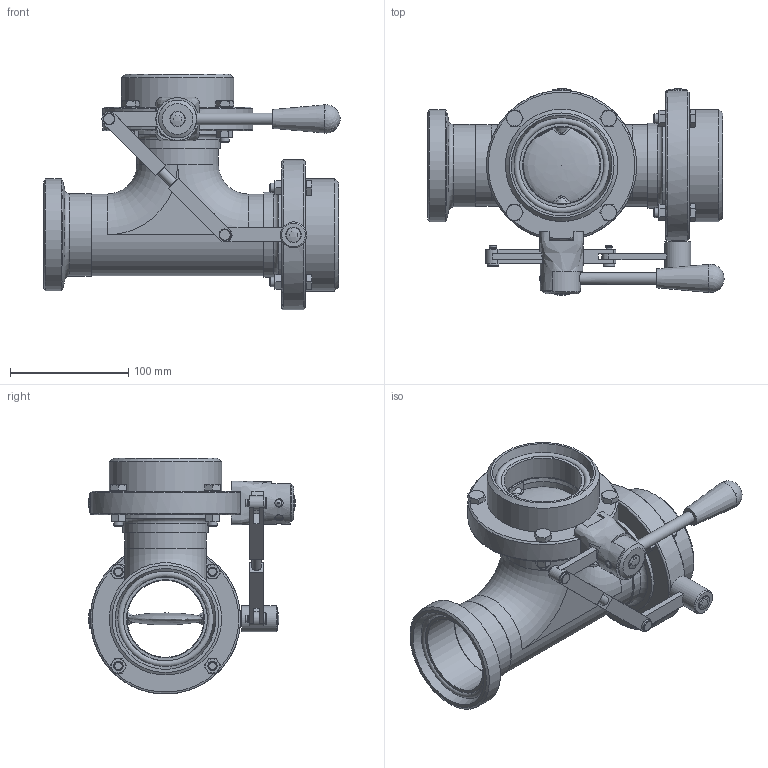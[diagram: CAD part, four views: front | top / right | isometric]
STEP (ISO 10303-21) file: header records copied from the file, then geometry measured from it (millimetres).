
FILE_DESCRIPTION(/* description */ (''),/* implementation_level */ '2;1');
FILE_NAME(/* name */ 'Klapka spřažená typ P DN065.stp',/* time_stamp */ '2016-06-22T10:45:02+02:00',/* author */ ('Struska'),/* organization */ ('BUPOSPOL'),/* preprocessor_version */ 'ST-DEVELOPER v15.6',/* originating_system */ 'Autodesk Inventor 2015',/* authorisation */ '');
FILE_SCHEMA (('CONFIG_CONTROL_DESIGN'));
Length unit declared in the file: millimetre
Products named in the file (1): Klapka spřažená typ P DN065
Bounding box: 250.31 x 174.98 x 199.5 mm (x, y, z)
Volume: 850665.7 mm3; surface area: 298941.9 mm2
Topology: 9 solids, 32 shells, 779 faces, 1909 edges, 1217 vertices
Faces by surface type: plane 342, cone 229, cylinder 144, bspline 33, torus 26, sphere 5
Full cylindrical faces by diameter (mm): 1.8 x8, 5 x4, 6 x9, 6.1 x2, 6.647 x2, 7 x3, 8 x17, 8.5 x9, 9 x5, 10 x3, 10.2 x1, 11.63 x8, 12 x4, 12.1 x4, 13.7 x1, 13.9 x4, 14 x6, 14.2 x1, 22 x1, 32 x2, 65 x2, 66 x5, 69 x2, 70 x1, 71 x3, 72 x2, 84 x2, 84.6 x2, 89.5 x2, 95 x3
Entity records: 28463 total; most frequent: CARTESIAN_POINT 11687, DIRECTION 3232, ORIENTED_EDGE 3144, EDGE_CURVE 1560, AXIS2_PLACEMENT_3D 1413, EDGE_LOOP 1101, VERTEX_POINT 1095, STYLED_ITEM 781
